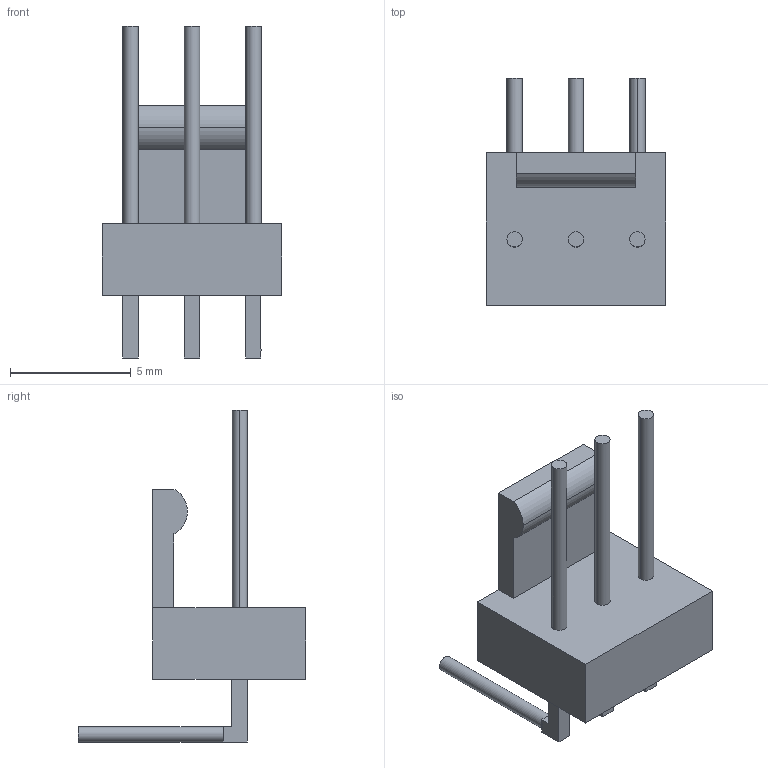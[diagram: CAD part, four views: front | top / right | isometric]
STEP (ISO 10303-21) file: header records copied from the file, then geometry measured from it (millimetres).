
FILE_DESCRIPTION((''),'2;1');
FILE_NAME('USER_LIBRARY-CONNECTOR_TYPE-K_3','2022-10-05T16:39:24',('ATIK-YJLEE-PC'),(''),'CREO PARAMETRIC BY PTC INC, 2022124','CREO PARAMETRIC BY PTC INC, 2022124','');
FILE_SCHEMA(('CONFIG_CONTROL_DESIGN'));
Length unit declared in the file: millimetre
Products named in the file (1): USER_LIBRARY-CONNECTOR_TYPE-K_3
Bounding box: 7.43 x 9.41 x 13.74 mm (x, y, z)
Volume: 181.8 mm3; surface area: 344.1 mm2
Topology: 1 solids, 1 shells, 56 faces, 136 edges, 88 vertices
Faces by surface type: plane 44, cylinder 12
Entity records: 1664 total; most frequent: CARTESIAN_POINT 280, DIRECTION 278, ORIENTED_EDGE 272, EDGE_CURVE 136, VECTOR 106, LINE 106, VERTEX_POINT 88, AXIS2_PLACEMENT_3D 86
